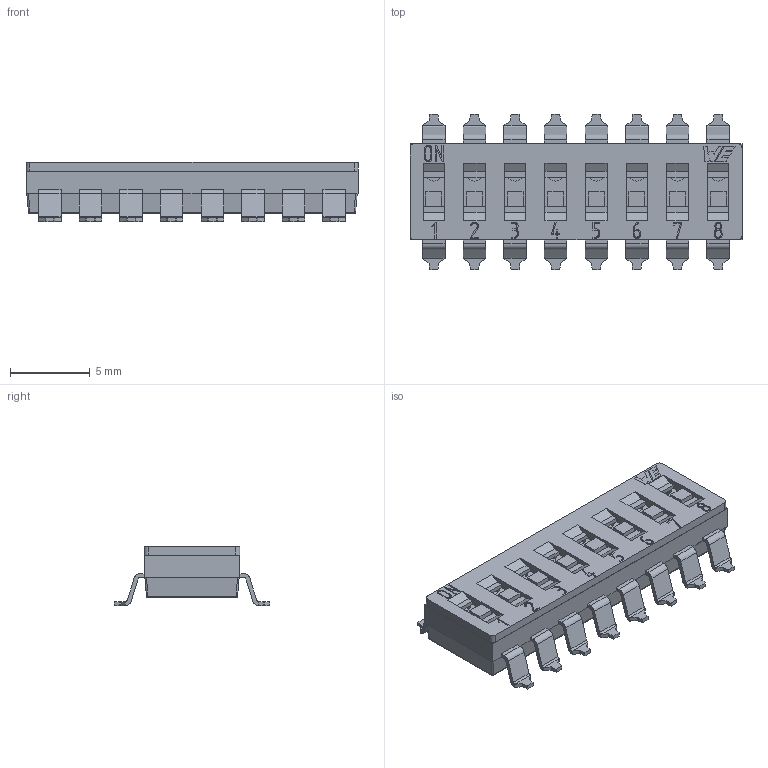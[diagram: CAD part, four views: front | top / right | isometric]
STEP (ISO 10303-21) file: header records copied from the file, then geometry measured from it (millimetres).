
FILE_DESCRIPTION(('STEP AP214'),'1');
FILE_NAME('43619.stp','2014-10-28T17:12:41',('TraceParts'),('TraceParts S.A.'),'XStep 1.0',' ',' ');
FILE_SCHEMA(('automotive_design'));
Length unit declared in the file: millimetre
Products named in the file (11): Assem1|base;base; Assem1|cap;cap; Assem1|insulator;insulator; Assem1|clip;clip
Bounding box: 20.76 x 9.7 x 3.7 mm (x, y, z)
Volume: 302.6 mm3; surface area: 1269 mm2
Topology: 11 solids, 11 shells, 737 faces, 1968 edges, 1275 vertices
Faces by surface type: plane 547, cylinder 96, bspline 90, sphere 4
Entity records: 32852 total; most frequent: CARTESIAN_POINT 11801, ORIENTED_EDGE 3928, DIRECTION 3104, EDGE_CURVE 1964, LINE 1404, VECTOR 1404, VERTEX_POINT 1275, AXIS2_PLACEMENT_3D 850
